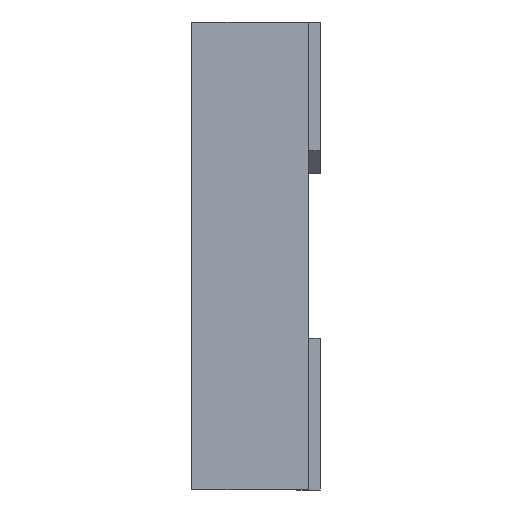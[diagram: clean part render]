
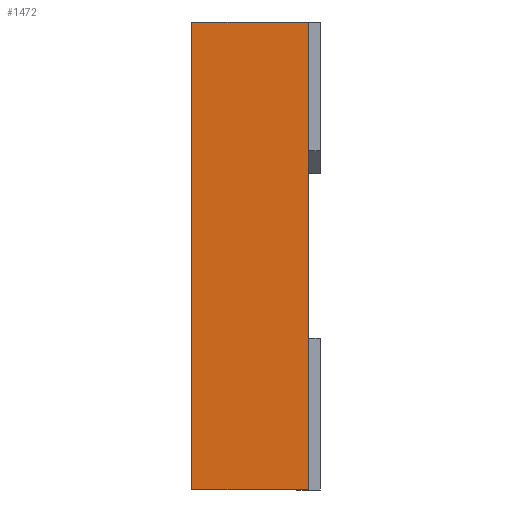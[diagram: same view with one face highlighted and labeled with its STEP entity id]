
A CAD part, left-side view. The second image highlights one B-rep face of the part: STEP entity #1472.
In plain terms, the highlighted planar face has unit normal (-1, 0, 0).
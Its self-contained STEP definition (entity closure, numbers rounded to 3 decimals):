
#698 = VERTEX_POINT('',#699);
#699 = CARTESIAN_POINT('',(-2.,0.5,-1.));
#705 = EDGE_CURVE('',#698,#706,#708,.T.);
#706 = VERTEX_POINT('',#707);
#707 = CARTESIAN_POINT('',(-2.,0.5,1.));
#708 = LINE('',#709,#710);
#709 = CARTESIAN_POINT('',(-2.,0.5,1.));
#710 = VECTOR('',#711,1.);
#711 = DIRECTION('',(0.,0.,1.));
#1167 = VERTEX_POINT('',#1168);
#1168 = CARTESIAN_POINT('',(-2.,0.,-1.));
#1174 = EDGE_CURVE('',#698,#1167,#1175,.T.);
#1175 = LINE('',#1176,#1177);
#1176 = CARTESIAN_POINT('',(-2.,0.5,-1.));
#1177 = VECTOR('',#1178,1.);
#1178 = DIRECTION('',(-0.,-1.,-0.));
#1472 = ADVANCED_FACE('',(#1473),#1491,.F.);
#1473 = FACE_BOUND('',#1474,.T.);
#1474 = EDGE_LOOP('',(#1475,#1483,#1489,#1490));
#1475 = ORIENTED_EDGE('',*,*,#1476,.T.);
#1476 = EDGE_CURVE('',#1167,#1477,#1479,.T.);
#1477 = VERTEX_POINT('',#1478);
#1478 = CARTESIAN_POINT('',(-2.,0.,1.));
#1479 = LINE('',#1480,#1481);
#1480 = CARTESIAN_POINT('',(-2.,0.,1.));
#1481 = VECTOR('',#1482,1.);
#1482 = DIRECTION('',(0.,0.,1.));
#1483 = ORIENTED_EDGE('',*,*,#1484,.F.);
#1484 = EDGE_CURVE('',#706,#1477,#1485,.T.);
#1485 = LINE('',#1486,#1487);
#1486 = CARTESIAN_POINT('',(-2.,0.5,1.));
#1487 = VECTOR('',#1488,1.);
#1488 = DIRECTION('',(-0.,-1.,-0.));
#1489 = ORIENTED_EDGE('',*,*,#705,.F.);
#1490 = ORIENTED_EDGE('',*,*,#1174,.T.);
#1491 = PLANE('',#1492);
#1492 = AXIS2_PLACEMENT_3D('',#1493,#1494,#1495);
#1493 = CARTESIAN_POINT('',(-2.,0.5,1.));
#1494 = DIRECTION('',(1.,0.,0.));
#1495 = DIRECTION('',(0.,0.,-1.));
